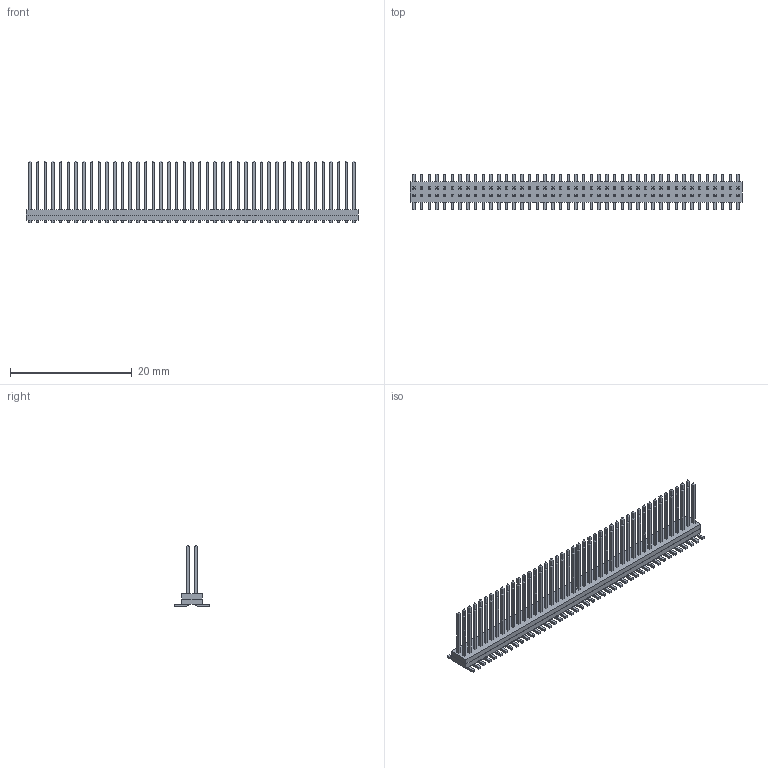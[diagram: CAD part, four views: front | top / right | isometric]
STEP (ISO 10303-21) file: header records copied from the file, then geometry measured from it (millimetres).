
FILE_DESCRIPTION(('FreeCAD Model'),'2;1');
FILE_NAME('Open CASCADE Shape Model','2025-01-29T18:18:27',(''),(''), 'Open CASCADE STEP processor 7.8','FreeCAD','Unknown');
FILE_SCHEMA(('AUTOMOTIVE_DESIGN { 1 0 10303 214 1 1 1 1 }'));
Length unit declared in the file: millimetre
Products named in the file (5): FW-43-03-G-D-085-315; FW-43-03-G-D-085-315_bottom_body; FW-43-03-G-D-085-315_pins1; FW-43-03-G-D-085-315_pins2; FW-43-03-G-D-085-315_top_body
Assembly tree (4 placements, depth 2):
  FW-43-03-G-D-085-315
    FW-43-03-G-D-085-315_bottom_body
    FW-43-03-G-D-085-315_pins1
    FW-43-03-G-D-085-315_pins2
    FW-43-03-G-D-085-315_top_body
Bounding box: 54.61 x 5.84 x 10.16 mm (x, y, z)
Volume: 546.2 mm3; surface area: 3024.6 mm2
Topology: 4 solids, 4 shells, 1222 faces, 3298 edges, 2084 vertices
Faces by surface type: plane 1218, cylinder 4
Entity records: 37512 total; most frequent: CARTESIAN_POINT 6609, ORIENTED_EDGE 6596, DIRECTION 6096, EDGE_CURVE 3298, LINE 2954, VECTOR 2954, VERTEX_POINT 2084, AXIS2_PLACEMENT_3D 1571
